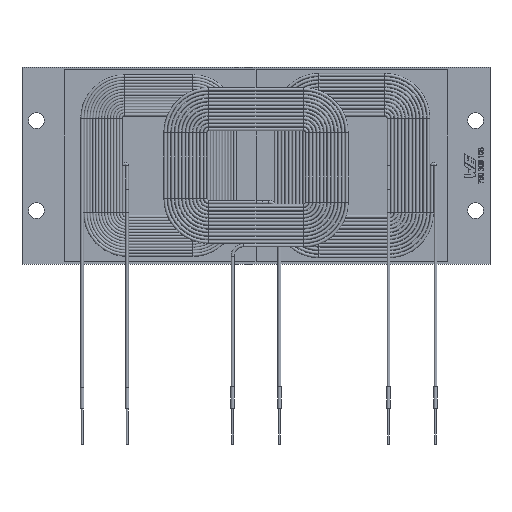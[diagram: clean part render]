
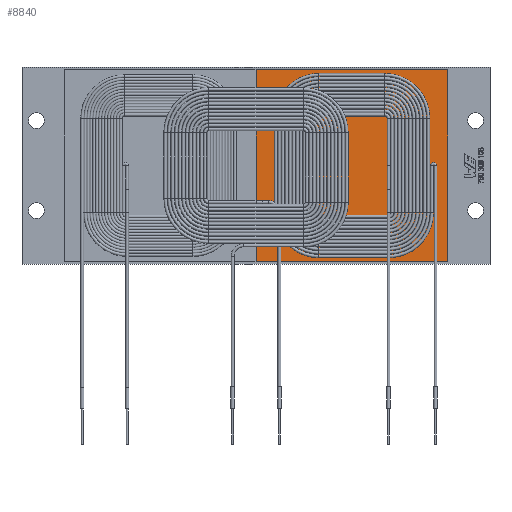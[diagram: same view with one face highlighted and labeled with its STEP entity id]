
A CAD part, top view. The second image highlights one B-rep face of the part: STEP entity #8840.
In plain terms, the highlighted planar face has unit normal (0, 0, 1).
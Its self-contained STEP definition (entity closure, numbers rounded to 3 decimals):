
#258=LINE('',#13904,#404);
#262=LINE('',#13913,#408);
#263=LINE('',#13915,#409);
#264=LINE('',#13917,#410);
#404=VECTOR('',#11356,1000.);
#408=VECTOR('',#11362,1000.);
#409=VECTOR('',#11363,1000.);
#410=VECTOR('',#11364,1000.);
#681=PLANE('',#9652);
#1834=ORIENTED_EDGE('',*,*,#2451,.T.);
#1835=ORIENTED_EDGE('',*,*,#2452,.T.);
#1836=ORIENTED_EDGE('',*,*,#2453,.T.);
#1837=ORIENTED_EDGE('',*,*,#2447,.T.);
#2447=EDGE_CURVE('',#2976,#2977,#258,.T.);
#2451=EDGE_CURVE('',#2977,#2980,#262,.T.);
#2452=EDGE_CURVE('',#2980,#2981,#263,.T.);
#2453=EDGE_CURVE('',#2981,#2976,#264,.T.);
#2976=VERTEX_POINT('',#13905);
#2977=VERTEX_POINT('',#13906);
#2980=VERTEX_POINT('',#13914);
#2981=VERTEX_POINT('',#13916);
#4186=EDGE_LOOP('',(#1834,#1835,#1836,#1837));
#5034=FACE_BOUND('',#4186,.T.);
#8840=ADVANCED_FACE('',(#5034),#681,.T.);
#9652=AXIS2_PLACEMENT_3D('',#13912,#11360,#11361);
#11356=DIRECTION('',(-1.,0.,0.));
#11360=DIRECTION('',(0.,0.,1.));
#11361=DIRECTION('',(1.,0.,0.));
#11362=DIRECTION('',(0.,-1.,0.));
#11363=DIRECTION('',(1.,0.,0.));
#11364=DIRECTION('',(0.,1.,0.));
#13904=CARTESIAN_POINT('',(53.3,26.65,0.));
#13905=CARTESIAN_POINT('',(53.3,26.65,0.));
#13906=CARTESIAN_POINT('',(0.,26.65,0.));
#13912=CARTESIAN_POINT('',(0.,-26.65,0.));
#13913=CARTESIAN_POINT('',(0.,26.65,0.));
#13914=CARTESIAN_POINT('',(0.,-26.65,0.));
#13915=CARTESIAN_POINT('',(0.,-26.65,0.));
#13916=CARTESIAN_POINT('',(53.3,-26.65,0.));
#13917=CARTESIAN_POINT('',(53.3,-26.65,0.));
